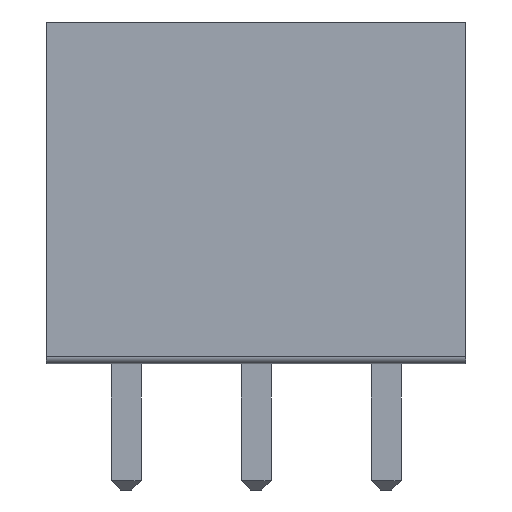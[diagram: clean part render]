
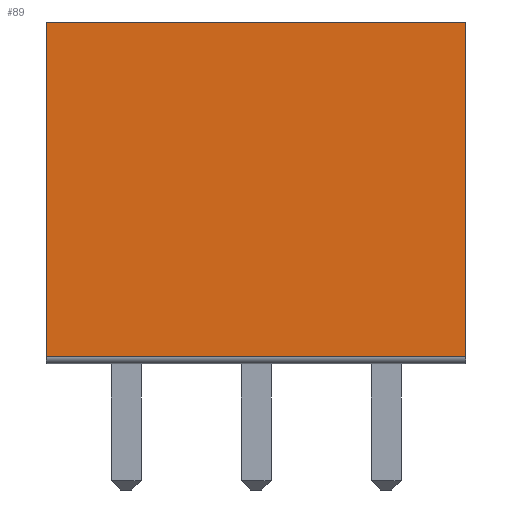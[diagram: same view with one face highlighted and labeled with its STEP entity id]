
A CAD part, front view. The second image highlights one B-rep face of the part: STEP entity #89.
In plain terms, the highlighted planar face has unit normal (0, -1, 0).
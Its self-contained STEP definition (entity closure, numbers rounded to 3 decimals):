
#89=ADVANCED_FACE('',(#1041),#1043,.F.);
#1041=FACE_BOUND('',#1042,.T.);
#1042=EDGE_LOOP('',(#1796,#1797,#1798,#1799));
#1043=PLANE('',#1044);
#1044=AXIS2_PLACEMENT_3D('',#1045,#1046,#1047);
#1045=CARTESIAN_POINT('',(-35.8,-7.,9.2));
#1046=DIRECTION('',(0.,1.,0.));
#1047=DIRECTION('',(0.,-0.,1.));
#1796=ORIENTED_EDGE('',*,*,#2290,.T.);
#1797=ORIENTED_EDGE('',*,*,#2313,.F.);
#1798=ORIENTED_EDGE('',*,*,#2314,.T.);
#1799=ORIENTED_EDGE('',*,*,#2311,.T.);
#2290=EDGE_CURVE('',#2553,#2551,#2554,.T.);
#2311=EDGE_CURVE('',#2592,#2553,#2593,.T.);
#2313=EDGE_CURVE('',#2595,#2551,#2596,.T.);
#2314=EDGE_CURVE('',#2595,#2592,#2597,.T.);
#2551=VERTEX_POINT('',#2978);
#2553=VERTEX_POINT('',#2982);
#2554=LINE('',#2983,#2984);
#2592=VERTEX_POINT('',#3064);
#2593=LINE('',#3065,#3066);
#2595=VERTEX_POINT('',#3072);
#2596=LINE('',#3073,#3074);
#2597=LINE('',#3076,#3077);
#2978=CARTESIAN_POINT('',(-24.516,-7.,9.2));
#2982=CARTESIAN_POINT('',(-24.516,-7.,0.2));
#2983=CARTESIAN_POINT('',(-24.516,-7.,0.2));
#2984=VECTOR('',#2985,1.);
#2985=DIRECTION('',(0.,0.,1.));
#3064=CARTESIAN_POINT('',(-35.8,-7.,0.2));
#3065=CARTESIAN_POINT('',(-35.8,-7.,0.2));
#3066=VECTOR('',#3067,1.);
#3067=DIRECTION('',(1.,0.,0.));
#3072=CARTESIAN_POINT('',(-35.8,-7.,9.2));
#3073=CARTESIAN_POINT('',(-35.8,-7.,9.2));
#3074=VECTOR('',#3075,1.);
#3075=DIRECTION('',(1.,0.,0.));
#3076=CARTESIAN_POINT('',(-35.8,-7.,9.2));
#3077=VECTOR('',#3078,1.);
#3078=DIRECTION('',(0.,0.,-1.));
